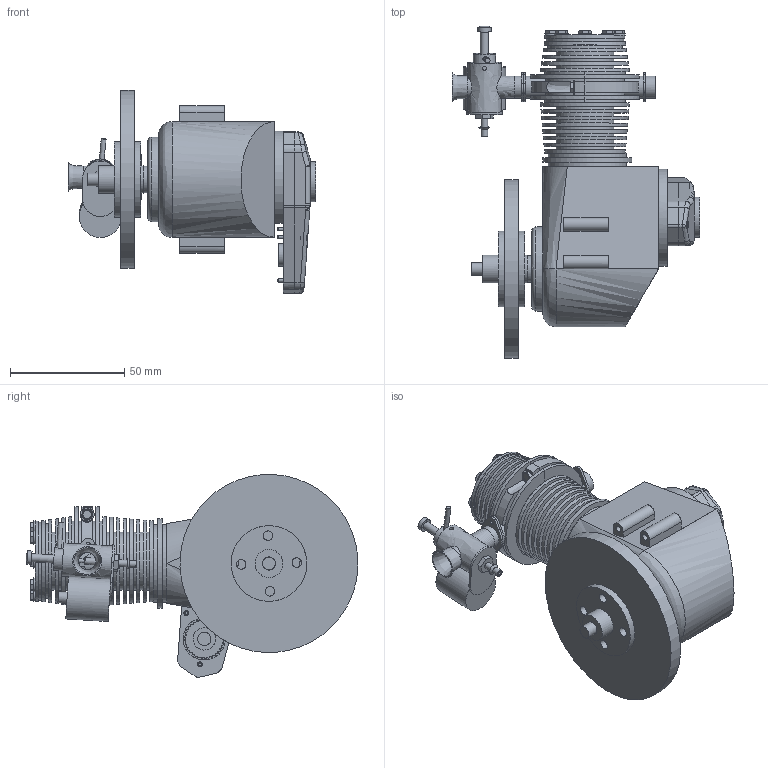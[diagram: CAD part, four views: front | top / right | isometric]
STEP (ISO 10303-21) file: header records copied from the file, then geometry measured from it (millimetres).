
FILE_DESCRIPTION(('FreeCAD Model'),'2;1');
FILE_NAME('Open CASCADE Shape Model','2025-05-04T16:20:21',('FreeCAD'),( 'FreeCAD'),'Open CASCADE STEP processor 7.6','FreeCAD','Unknown');
FILE_SCHEMA(('AUTOMOTIVE_DESIGN { 1 0 10303 214 1 1 1 1 }'));
Products named in the file (1): Open CASCADE STEP translator 7.6 1
Bounding box: 108.4 x 145.31 x 88.85 mm (x, y, z)
Volume: 188740.6 mm3; surface area: 149330.6 mm2
Topology: 69 solids, 69 shells, 1942 faces, 5281 edges, 3601 vertices
Faces by surface type: bspline 1942
Entity records: 67629 total; most frequent: CARTESIAN_POINT 37516, ORIENTED_EDGE 10536, EDGE_CURVE 5268, VERTEX_POINT 3602, B_SPLINE_CURVE_WITH_KNOTS 2936, FACE_BOUND 2334, EDGE_LOOP 2333, ADVANCED_FACE 1941
